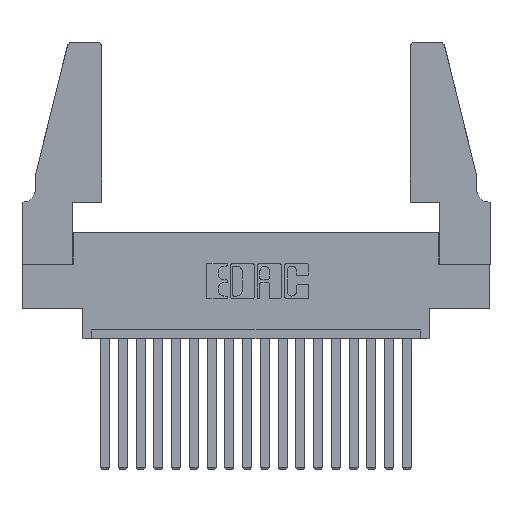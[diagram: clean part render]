
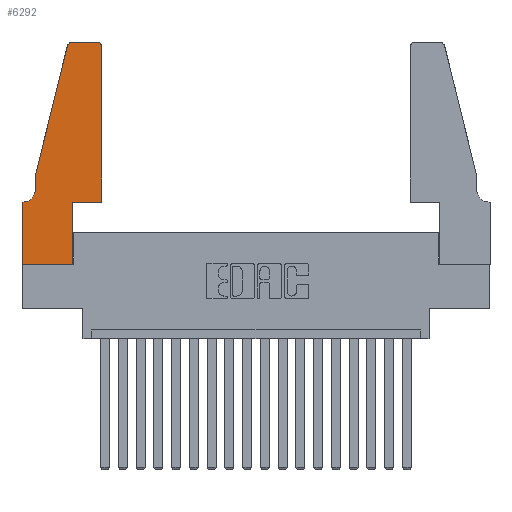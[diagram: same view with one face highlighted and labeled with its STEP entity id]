
A CAD part, top view. The second image highlights one B-rep face of the part: STEP entity #6292.
In plain terms, the highlighted planar face has unit normal (0, 0, 1).
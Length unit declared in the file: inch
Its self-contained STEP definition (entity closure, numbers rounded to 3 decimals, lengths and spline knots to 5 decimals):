
#50 = DIRECTION ( 'NONE',  ( 0., -1., 0. ) ) ;
#543 = VERTEX_POINT ( 'NONE', #9643 ) ;
#551 = AXIS2_PLACEMENT_3D ( 'NONE', #14929, #4547, #1838 ) ;
#666 = CARTESIAN_POINT ( 'NONE',  ( 0.25487, 1.22718, 0.37 ) ) ;
#1172 = VECTOR ( 'NONE', #50, 39.37008 ) ;
#1208 = EDGE_CURVE ( 'NONE', #6475, #14439, #18005, .T. ) ;
#1282 = DIRECTION ( 'NONE',  ( 0., 0., 1. ) ) ;
#1615 = CARTESIAN_POINT ( 'NONE',  ( 0.0755, 0.35, 0.37 ) ) ;
#1838 = DIRECTION ( 'NONE',  ( 1., 0., 0. ) ) ;
#1843 = ORIENTED_EDGE ( 'NONE', *, *, #10011, .T. ) ;
#2018 = VECTOR ( 'NONE', #13138, 39.37008 ) ;
#2037 = CARTESIAN_POINT ( 'NONE',  ( 0.0055, 0.35, 0.37 ) ) ;
#2055 = CARTESIAN_POINT ( 'NONE',  ( 0.4505, 0.35, 0.37 ) ) ;
#2092 = DIRECTION ( 'NONE',  ( -1., 0., 0. ) ) ;
#2211 = DIRECTION ( 'NONE',  ( 1., 0., 0. ) ) ;
#2241 = EDGE_CURVE ( 'NONE', #8112, #17996, #18531, .T. ) ;
#2430 = VECTOR ( 'NONE', #13962, 39.37008 ) ;
#2509 = DIRECTION ( 'NONE',  ( -1., 0., 0. ) ) ;
#2561 = VERTEX_POINT ( 'NONE', #3610 ) ;
#2622 = ORIENTED_EDGE ( 'NONE', *, *, #9520, .T. ) ;
#2900 = LINE ( 'NONE', #3619, #2430 ) ;
#2932 = VERTEX_POINT ( 'NONE', #10227 ) ;
#2948 = ORIENTED_EDGE ( 'NONE', *, *, #12934, .T. ) ;
#3188 = EDGE_CURVE ( 'NONE', #14439, #17824, #14846, .T. ) ;
#3364 = DIRECTION ( 'NONE',  ( -1., 0., 0. ) ) ;
#3610 = CARTESIAN_POINT ( 'NONE',  ( 0.0755, 0.5, 0.37 ) ) ;
#3619 = CARTESIAN_POINT ( 'NONE',  ( 0.2865, 0.35, 0.37 ) ) ;
#4126 = VECTOR ( 'NONE', #10833, 39.37008 ) ;
#4527 = EDGE_CURVE ( 'NONE', #14541, #2932, #7953, .T. ) ;
#4547 = DIRECTION ( 'NONE',  ( 0., 0., 1. ) ) ;
#4736 = PLANE ( 'NONE',  #551 ) ;
#5311 = EDGE_CURVE ( 'NONE', #543, #6475, #2900, .T. ) ;
#5563 = VECTOR ( 'NONE', #9159, 39.37008 ) ;
#6035 = CIRCLE ( 'NONE', #11953, 0.07 ) ;
#6147 = AXIS2_PLACEMENT_3D ( 'NONE', #17113, #1282, #15711 ) ;
#6292 = ADVANCED_FACE ( 'NONE', ( #10808 ), #4736, .T. ) ;
#6475 = VERTEX_POINT ( 'NONE', #15751 ) ;
#6631 = CARTESIAN_POINT ( 'NONE',  ( 0., 0., 0.37 ) ) ;
#7759 = CARTESIAN_POINT ( 'NONE',  ( 0.0755, 0.5, 0.37 ) ) ;
#7953 = LINE ( 'NONE', #7982, #14094 ) ;
#7982 = CARTESIAN_POINT ( 'NONE',  ( 0.2605, 1.25, 0.37 ) ) ;
#7996 = EDGE_LOOP ( 'NONE', ( #10608, #17132, #13593, #8018, #2622, #2948, #8790, #1843, #17319, #11147, #16801, #17783 ) ) ;
#8018 = ORIENTED_EDGE ( 'NONE', *, *, #14891, .T. ) ;
#8112 = VERTEX_POINT ( 'NONE', #14539 ) ;
#8338 = CARTESIAN_POINT ( 'NONE',  ( 0.0055, 0.42, 0.37 ) ) ;
#8493 = CARTESIAN_POINT ( 'NONE',  ( 0.4505, 0.35, 0.37 ) ) ;
#8608 = CARTESIAN_POINT ( 'NONE',  ( 0.0755, 0.5, 0.37 ) ) ;
#8790 = ORIENTED_EDGE ( 'NONE', *, *, #2241, .T. ) ;
#9063 = VERTEX_POINT ( 'NONE', #2037 ) ;
#9143 = VECTOR ( 'NONE', #3364, 39.37008 ) ;
#9159 = DIRECTION ( 'NONE',  ( 0., -1., 0. ) ) ;
#9485 = VERTEX_POINT ( 'NONE', #16868 ) ;
#9520 = EDGE_CURVE ( 'NONE', #9485, #9063, #6035, .T. ) ;
#9643 = CARTESIAN_POINT ( 'NONE',  ( 0.2865, 0., 0.37 ) ) ;
#9716 = DIRECTION ( 'NONE',  ( 1., 0., 0. ) ) ;
#10011 = EDGE_CURVE ( 'NONE', #17996, #543, #13308, .T. ) ;
#10122 = CIRCLE ( 'NONE', #11448, 0.03 ) ;
#10227 = CARTESIAN_POINT ( 'NONE',  ( 0.284, 1.25, 0.37 ) ) ;
#10608 = ORIENTED_EDGE ( 'NONE', *, *, #4527, .T. ) ;
#10808 = FACE_OUTER_BOUND ( 'NONE', #7996, .T. ) ;
#10833 = DIRECTION ( 'NONE',  ( 0., 1., 0. ) ) ;
#11096 = DIRECTION ( 'NONE',  ( 0., 0., 1. ) ) ;
#11147 = ORIENTED_EDGE ( 'NONE', *, *, #1208, .T. ) ;
#11155 = CIRCLE ( 'NONE', #6147, 0.03 ) ;
#11358 = LINE ( 'NONE', #8608, #18210 ) ;
#11448 = AXIS2_PLACEMENT_3D ( 'NONE', #18391, #11096, #9716 ) ;
#11769 = CARTESIAN_POINT ( 'NONE',  ( 0., 0., 0.37 ) ) ;
#11793 = EDGE_CURVE ( 'NONE', #2932, #17968, #11155, .T. ) ;
#11953 = AXIS2_PLACEMENT_3D ( 'NONE', #8338, #18524, #2509 ) ;
#12374 = VECTOR ( 'NONE', #2211, 39.37008 ) ;
#12446 = CARTESIAN_POINT ( 'NONE',  ( 0.4505, 0.35, 0.37 ) ) ;
#12655 = CARTESIAN_POINT ( 'NONE',  ( 0.4205, 1.25, 0.37 ) ) ;
#12934 = EDGE_CURVE ( 'NONE', #9063, #8112, #13224, .T. ) ;
#13138 = DIRECTION ( 'NONE',  ( 1., 0., 0. ) ) ;
#13224 = LINE ( 'NONE', #1615, #9143 ) ;
#13308 = LINE ( 'NONE', #16763, #12374 ) ;
#13317 = LINE ( 'NONE', #7759, #5563 ) ;
#13593 = ORIENTED_EDGE ( 'NONE', *, *, #18282, .T. ) ;
#13962 = DIRECTION ( 'NONE',  ( 0., 1., 0. ) ) ;
#14094 = VECTOR ( 'NONE', #2092, 39.37008 ) ;
#14439 = VERTEX_POINT ( 'NONE', #2055 ) ;
#14539 = CARTESIAN_POINT ( 'NONE',  ( 0., 0.35, 0.37 ) ) ;
#14541 = VERTEX_POINT ( 'NONE', #12655 ) ;
#14554 = EDGE_CURVE ( 'NONE', #17824, #14541, #10122, .T. ) ;
#14846 = LINE ( 'NONE', #12446, #4126 ) ;
#14891 = EDGE_CURVE ( 'NONE', #2561, #9485, #13317, .T. ) ;
#14929 = CARTESIAN_POINT ( 'NONE',  ( 0., 0.35, 0.37 ) ) ;
#15711 = DIRECTION ( 'NONE',  ( 1., 0., 0. ) ) ;
#15751 = CARTESIAN_POINT ( 'NONE',  ( 0.2865, 0.35, 0.37 ) ) ;
#15926 = DIRECTION ( 'NONE',  ( -0.239, -0.971, 0. ) ) ;
#16573 = CARTESIAN_POINT ( 'NONE',  ( 0.4505, 1.22, 0.37 ) ) ;
#16763 = CARTESIAN_POINT ( 'NONE',  ( 0., 0., 0.37 ) ) ;
#16801 = ORIENTED_EDGE ( 'NONE', *, *, #3188, .T. ) ;
#16868 = CARTESIAN_POINT ( 'NONE',  ( 0.0755, 0.42, 0.37 ) ) ;
#17113 = CARTESIAN_POINT ( 'NONE',  ( 0.284, 1.22, 0.37 ) ) ;
#17132 = ORIENTED_EDGE ( 'NONE', *, *, #11793, .T. ) ;
#17319 = ORIENTED_EDGE ( 'NONE', *, *, #5311, .T. ) ;
#17783 = ORIENTED_EDGE ( 'NONE', *, *, #14554, .T. ) ;
#17824 = VERTEX_POINT ( 'NONE', #16573 ) ;
#17968 = VERTEX_POINT ( 'NONE', #666 ) ;
#17996 = VERTEX_POINT ( 'NONE', #6631 ) ;
#18005 = LINE ( 'NONE', #8493, #2018 ) ;
#18210 = VECTOR ( 'NONE', #15926, 39.37008 ) ;
#18282 = EDGE_CURVE ( 'NONE', #17968, #2561, #11358, .T. ) ;
#18391 = CARTESIAN_POINT ( 'NONE',  ( 0.4205, 1.22, 0.37 ) ) ;
#18524 = DIRECTION ( 'NONE',  ( 0., 0., -1. ) ) ;
#18531 = LINE ( 'NONE', #11769, #1172 ) ;
